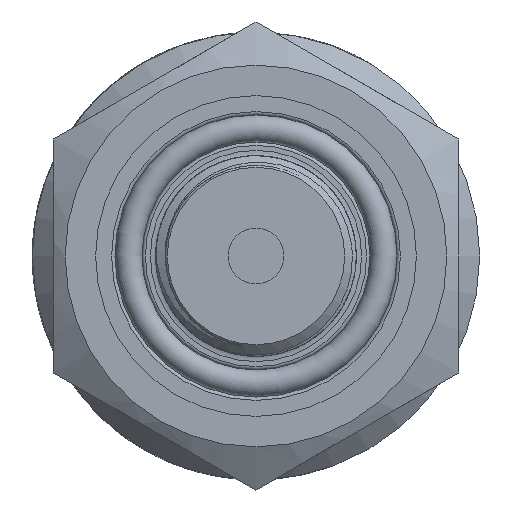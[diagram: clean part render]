
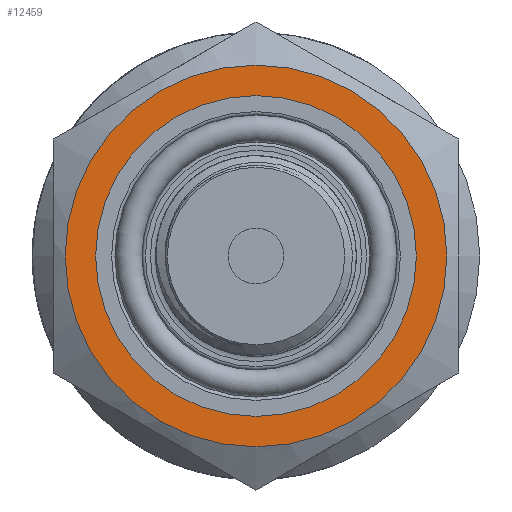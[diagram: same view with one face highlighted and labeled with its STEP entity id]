
A CAD part, left-side view. The second image highlights one B-rep face of the part: STEP entity #12459.
In plain terms, the highlighted planar face has unit normal (-1, 0, 0).
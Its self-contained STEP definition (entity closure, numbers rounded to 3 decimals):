
#1214=FACE_BOUND('',#3980,.T.);
#3248=FACE_OUTER_BOUND('',#3979,.T.);
#3979=EDGE_LOOP('',(#8437));
#3980=EDGE_LOOP('',(#8438));
#4746=CIRCLE('',#13267,11.3);
#4747=CIRCLE('',#13268,9.5);
#5076=VERTEX_POINT('',#18316);
#5077=VERTEX_POINT('',#18318);
#6417=EDGE_CURVE('',#5076,#5076,#4746,.T.);
#6418=EDGE_CURVE('',#5077,#5077,#4747,.T.);
#8437=ORIENTED_EDGE('',*,*,#6417,.T.);
#8438=ORIENTED_EDGE('',*,*,#6418,.T.);
#12180=PLANE('',#13266);
#12459=ADVANCED_FACE('',(#3248,#1214),#12180,.T.);
#13266=AXIS2_PLACEMENT_3D('',#18315,#14044,#14045);
#13267=AXIS2_PLACEMENT_3D('',#18317,#14046,#14047);
#13268=AXIS2_PLACEMENT_3D('',#18319,#14048,#14049);
#14044=DIRECTION('center_axis',(-1.,0.,0.));
#14045=DIRECTION('ref_axis',(0.,0.,1.));
#14046=DIRECTION('center_axis',(-1.,0.,0.));
#14047=DIRECTION('ref_axis',(0.,1.,0.));
#14048=DIRECTION('center_axis',(1.,0.,0.));
#14049=DIRECTION('ref_axis',(0.,0.,-1.));
#18315=CARTESIAN_POINT('Origin',(14.,12.,0.));
#18316=CARTESIAN_POINT('',(14.,-11.3,0.));
#18317=CARTESIAN_POINT('Origin',(14.,0.,0.));
#18318=CARTESIAN_POINT('',(14.,-9.5,0.));
#18319=CARTESIAN_POINT('Origin',(14.,0.,0.));
